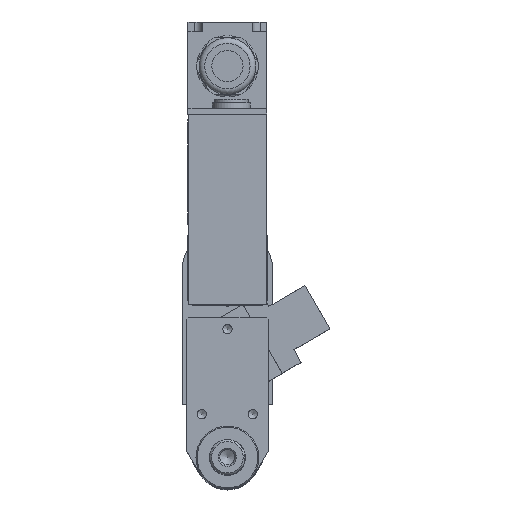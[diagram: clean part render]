
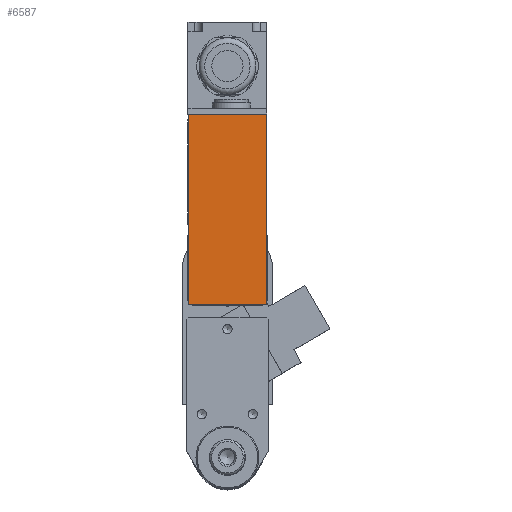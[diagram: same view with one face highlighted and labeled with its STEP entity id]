
A CAD part, top view. The second image highlights one B-rep face of the part: STEP entity #6587.
In plain terms, the highlighted planar face has unit normal (0, 0, 1).
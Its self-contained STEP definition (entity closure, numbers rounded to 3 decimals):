
#6136=CARTESIAN_POINT('',(-20.85,-70.6,364.5));
#6137=VERTEX_POINT('',#6136);
#6138=CARTESIAN_POINT('',(-20.85,30.4,364.5));
#6139=VERTEX_POINT('',#6138);
#6140=CARTESIAN_POINT('',(-20.85,-70.6,364.5));
#6141=DIRECTION('',(0.0,1.0,0.0));
#6142=VECTOR('',#6141,101.);
#6143=LINE('',#6140,#6142);
#6144=EDGE_CURVE('',#6137,#6139,#6143,.T.);
#6337=CARTESIAN_POINT('',(20.85,30.4,364.5));
#6338=VERTEX_POINT('',#6337);
#6339=CARTESIAN_POINT('',(-20.85,30.4,364.5));
#6340=DIRECTION('',(1.0,0.0,0.0));
#6341=VECTOR('',#6340,41.7);
#6342=LINE('',#6339,#6341);
#6343=EDGE_CURVE('',#6139,#6338,#6342,.T.);
#6368=CARTESIAN_POINT('',(20.85,-70.6,364.5));
#6369=VERTEX_POINT('',#6368);
#6370=CARTESIAN_POINT('',(20.85,30.4,364.5));
#6371=DIRECTION('',(0.0,-1.0,0.0));
#6372=VECTOR('',#6371,101.);
#6373=LINE('',#6370,#6372);
#6374=EDGE_CURVE('',#6338,#6369,#6373,.T.);
#6562=CARTESIAN_POINT('',(20.85,-70.6,364.5));
#6563=DIRECTION('',(-1.0,0.0,0.0));
#6564=VECTOR('',#6563,41.7);
#6565=LINE('',#6562,#6564);
#6566=EDGE_CURVE('',#6369,#6137,#6565,.T.);
#6576=CARTESIAN_POINT('',(0.0,-20.1,364.5));
#6577=DIRECTION('',(0.0,0.0,1.0));
#6578=DIRECTION('',(1.0,0.0,0.0));
#6579=AXIS2_PLACEMENT_3D('',#6576,#6577,#6578);
#6580=PLANE('',#6579);
#6581=ORIENTED_EDGE('',*,*,#6144,.F.);
#6582=ORIENTED_EDGE('',*,*,#6566,.F.);
#6583=ORIENTED_EDGE('',*,*,#6374,.F.);
#6584=ORIENTED_EDGE('',*,*,#6343,.F.);
#6585=EDGE_LOOP('',(#6581,#6582,#6583,#6584));
#6586=FACE_OUTER_BOUND('',#6585,.T.);
#6587=ADVANCED_FACE('',(#6586),#6580,.T.);
